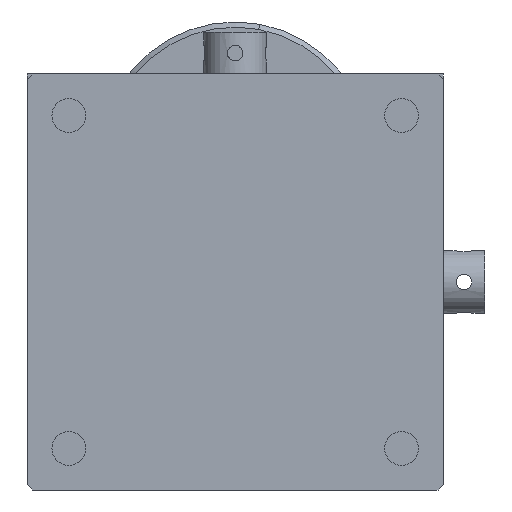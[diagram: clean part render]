
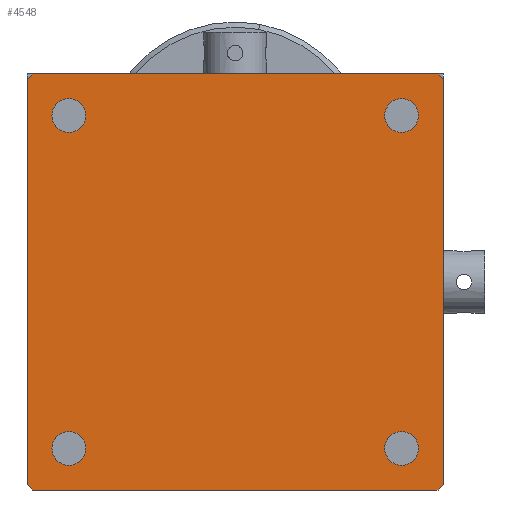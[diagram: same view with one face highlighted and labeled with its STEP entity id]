
A CAD part, front view. The second image highlights one B-rep face of the part: STEP entity #4548.
In plain terms, the highlighted face is planar.
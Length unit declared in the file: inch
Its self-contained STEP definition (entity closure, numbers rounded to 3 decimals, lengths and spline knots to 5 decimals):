
#184 = ORIENTED_EDGE ( 'NONE', *, *, #21214, .T. ) ;
#455 = EDGE_LOOP ( 'NONE', ( #14430, #7941, #21170, #16668, #12544, #19791, #15081, #19352 ) ) ;
#490 = DIRECTION ( 'NONE',  ( 1., 0., 0. ) ) ;
#930 = ORIENTED_EDGE ( 'NONE', *, *, #13403, .T. ) ;
#1033 = DIRECTION ( 'NONE',  ( 1., 0., 0. ) ) ;
#1187 = DIRECTION ( 'NONE',  ( 0., 0., 1. ) ) ;
#1349 = VECTOR ( 'NONE', #18071, 39.37008 ) ;
#1386 = CIRCLE ( 'NONE', #8929, 0.06382 ) ;
#1387 = AXIS2_PLACEMENT_3D ( 'NONE', #24178, #7055, #12790 ) ;
#1562 = VECTOR ( 'NONE', #23808, 39.37008 ) ;
#1628 = CARTESIAN_POINT ( 'NONE',  ( -0.69374, 0.62992, 0. ) ) ;
#1684 = DIRECTION ( 'NONE',  ( 1., 0., 0. ) ) ;
#1691 = DIRECTION ( 'NONE',  ( 0., 1., 0. ) ) ;
#2133 = DIRECTION ( 'NONE',  ( 1., 0., 0. ) ) ;
#2332 = VECTOR ( 'NONE', #9386, 39.37008 ) ;
#2459 = DIRECTION ( 'NONE',  ( 0., -1., 0. ) ) ;
#2570 = CARTESIAN_POINT ( 'NONE',  ( -0.7874, 0.76772, 0. ) ) ;
#2713 = ORIENTED_EDGE ( 'NONE', *, *, #16365, .T. ) ;
#2725 = CIRCLE ( 'NONE', #16627, 0.06382 ) ;
#2759 = EDGE_CURVE ( 'NONE', #24058, #20303, #15606, .T. ) ;
#2781 = CARTESIAN_POINT ( 'NONE',  ( -0.5661, 0.62992, 0. ) ) ;
#2867 = LINE ( 'NONE', #10462, #1349 ) ;
#3045 = CARTESIAN_POINT ( 'NONE',  ( -0.62992, 0.62992, 0. ) ) ;
#3191 = EDGE_CURVE ( 'NONE', #3787, #11667, #14540, .T. ) ;
#3386 = CIRCLE ( 'NONE', #1387, 0.06382 ) ;
#3658 = FACE_BOUND ( 'NONE', #21558, .T. ) ;
#3664 = CARTESIAN_POINT ( 'NONE',  ( -0.7874, -0.76772, 0. ) ) ;
#3787 = VERTEX_POINT ( 'NONE', #8121 ) ;
#3986 = DIRECTION ( 'NONE',  ( 1., 0., 0. ) ) ;
#4289 = DIRECTION ( 'NONE',  ( 0.707, 0.707, 0. ) ) ;
#4340 = VECTOR ( 'NONE', #2459, 39.37008 ) ;
#4434 = CARTESIAN_POINT ( 'NONE',  ( -0.7874, 0.76772, 0. ) ) ;
#4548 = ADVANCED_FACE ( 'NONE', ( #3658, #21127, #18996, #15382, #22759 ), #5762, .F. ) ;
#4980 = AXIS2_PLACEMENT_3D ( 'NONE', #11584, #23211, #6092 ) ;
#5038 = DIRECTION ( 'NONE',  ( 0., 0., 1. ) ) ;
#5762 = PLANE ( 'NONE',  #19627 ) ;
#5801 = VERTEX_POINT ( 'NONE', #14737 ) ;
#5963 = DIRECTION ( 'NONE',  ( 0., 0., 1. ) ) ;
#6092 = DIRECTION ( 'NONE',  ( 1., 0., 0. ) ) ;
#6108 = CARTESIAN_POINT ( 'NONE',  ( -0.76772, 0.7874, 0. ) ) ;
#6118 = CARTESIAN_POINT ( 'NONE',  ( -0.76772, 0.7874, 0. ) ) ;
#6282 = CARTESIAN_POINT ( 'NONE',  ( 0.76772, 0.7874, 0. ) ) ;
#6336 = CARTESIAN_POINT ( 'NONE',  ( 0.62992, -0.62992, 0. ) ) ;
#6688 = ORIENTED_EDGE ( 'NONE', *, *, #9597, .T. ) ;
#6780 = DIRECTION ( 'NONE',  ( 1., 0., 0. ) ) ;
#7055 = DIRECTION ( 'NONE',  ( 0., 0., 1. ) ) ;
#7477 = EDGE_CURVE ( 'NONE', #21070, #9864, #8615, .T. ) ;
#7885 = LINE ( 'NONE', #17236, #2332 ) ;
#7941 = ORIENTED_EDGE ( 'NONE', *, *, #24406, .F. ) ;
#8120 = CIRCLE ( 'NONE', #12911, 0.06382 ) ;
#8121 = CARTESIAN_POINT ( 'NONE',  ( -0.5661, -0.62992, 0. ) ) ;
#8142 = VERTEX_POINT ( 'NONE', #3664 ) ;
#8519 = LINE ( 'NONE', #23402, #24099 ) ;
#8552 = LINE ( 'NONE', #18285, #1562 ) ;
#8615 = CIRCLE ( 'NONE', #22975, 0.06382 ) ;
#8929 = AXIS2_PLACEMENT_3D ( 'NONE', #11340, #9593, #2133 ) ;
#8977 = CARTESIAN_POINT ( 'NONE',  ( -0.62992, 0.62992, 0. ) ) ;
#9014 = CARTESIAN_POINT ( 'NONE',  ( 0.7874, -0.76772, 0. ) ) ;
#9228 = CIRCLE ( 'NONE', #15604, 0.06382 ) ;
#9276 = CARTESIAN_POINT ( 'NONE',  ( 0.76772, -0.7874, 0. ) ) ;
#9386 = DIRECTION ( 'NONE',  ( -0.707, 0.707, 0. ) ) ;
#9418 = EDGE_CURVE ( 'NONE', #11807, #13038, #8519, .T. ) ;
#9578 = VERTEX_POINT ( 'NONE', #20617 ) ;
#9593 = DIRECTION ( 'NONE',  ( 0., 0., 1. ) ) ;
#9597 = EDGE_CURVE ( 'NONE', #9864, #21070, #8120, .T. ) ;
#9864 = VERTEX_POINT ( 'NONE', #2781 ) ;
#10319 = ORIENTED_EDGE ( 'NONE', *, *, #3191, .T. ) ;
#10462 = CARTESIAN_POINT ( 'NONE',  ( -0.7874, -0.76772, 0. ) ) ;
#10483 = CIRCLE ( 'NONE', #12476, 0.06382 ) ;
#10486 = DIRECTION ( 'NONE',  ( 0., 0., 1. ) ) ;
#10638 = DIRECTION ( 'NONE',  ( 1., 0., 0. ) ) ;
#10767 = EDGE_CURVE ( 'NONE', #19165, #24058, #14383, .T. ) ;
#10904 = CARTESIAN_POINT ( 'NONE',  ( 0.7874, -0.76772, 0. ) ) ;
#11340 = CARTESIAN_POINT ( 'NONE',  ( 0.62992, 0.62992, 0. ) ) ;
#11584 = CARTESIAN_POINT ( 'NONE',  ( -0.62992, -0.62992, 0. ) ) ;
#11667 = VERTEX_POINT ( 'NONE', #13148 ) ;
#11802 = LINE ( 'NONE', #4434, #4340 ) ;
#11807 = VERTEX_POINT ( 'NONE', #9276 ) ;
#12476 = AXIS2_PLACEMENT_3D ( 'NONE', #22149, #5038, #6780 ) ;
#12544 = ORIENTED_EDGE ( 'NONE', *, *, #2759, .F. ) ;
#12643 = EDGE_CURVE ( 'NONE', #23858, #16248, #3386, .T. ) ;
#12777 = LINE ( 'NONE', #10904, #18317 ) ;
#12790 = DIRECTION ( 'NONE',  ( 1., 0., 0. ) ) ;
#12911 = AXIS2_PLACEMENT_3D ( 'NONE', #3045, #1187, #10638 ) ;
#13038 = VERTEX_POINT ( 'NONE', #9014 ) ;
#13148 = CARTESIAN_POINT ( 'NONE',  ( -0.69374, -0.62992, 0. ) ) ;
#13250 = CARTESIAN_POINT ( 'NONE',  ( 0., 0., 0. ) ) ;
#13403 = EDGE_CURVE ( 'NONE', #5801, #23531, #1386, .T. ) ;
#13945 = VERTEX_POINT ( 'NONE', #23413 ) ;
#14383 = LINE ( 'NONE', #6282, #20532 ) ;
#14430 = ORIENTED_EDGE ( 'NONE', *, *, #9418, .F. ) ;
#14540 = CIRCLE ( 'NONE', #4980, 0.06382 ) ;
#14737 = CARTESIAN_POINT ( 'NONE',  ( 0.5661, 0.62992, 0. ) ) ;
#15016 = DIRECTION ( 'NONE',  ( 0., 0., 1. ) ) ;
#15081 = ORIENTED_EDGE ( 'NONE', *, *, #23375, .F. ) ;
#15331 = DIRECTION ( 'NONE',  ( 0., 0., 1. ) ) ;
#15355 = EDGE_CURVE ( 'NONE', #8142, #13945, #2867, .T. ) ;
#15382 = FACE_BOUND ( 'NONE', #16719, .T. ) ;
#15604 = AXIS2_PLACEMENT_3D ( 'NONE', #6336, #5963, #490 ) ;
#15606 = LINE ( 'NONE', #6118, #17108 ) ;
#16138 = DIRECTION ( 'NONE',  ( -1., 0., 0. ) ) ;
#16248 = VERTEX_POINT ( 'NONE', #18704 ) ;
#16365 = EDGE_CURVE ( 'NONE', #23531, #5801, #2725, .T. ) ;
#16627 = AXIS2_PLACEMENT_3D ( 'NONE', #21086, #15331, #3986 ) ;
#16668 = ORIENTED_EDGE ( 'NONE', *, *, #24242, .F. ) ;
#16719 = EDGE_LOOP ( 'NONE', ( #23214, #10319 ) ) ;
#17108 = VECTOR ( 'NONE', #17474, 39.37008 ) ;
#17236 = CARTESIAN_POINT ( 'NONE',  ( 0.7874, 0.76772, 0. ) ) ;
#17474 = DIRECTION ( 'NONE',  ( -0.707, -0.707, 0. ) ) ;
#18071 = DIRECTION ( 'NONE',  ( 0.707, -0.707, 0. ) ) ;
#18285 = CARTESIAN_POINT ( 'NONE',  ( -0.76772, -0.7874, 0. ) ) ;
#18317 = VECTOR ( 'NONE', #1691, 39.37008 ) ;
#18704 = CARTESIAN_POINT ( 'NONE',  ( 0.69374, -0.62992, 0. ) ) ;
#18943 = ORIENTED_EDGE ( 'NONE', *, *, #12643, .T. ) ;
#18996 = FACE_BOUND ( 'NONE', #20682, .T. ) ;
#19165 = VERTEX_POINT ( 'NONE', #23285 ) ;
#19193 = EDGE_CURVE ( 'NONE', #11667, #3787, #10483, .T. ) ;
#19352 = ORIENTED_EDGE ( 'NONE', *, *, #24458, .F. ) ;
#19627 = AXIS2_PLACEMENT_3D ( 'NONE', #13250, #15016, #1684 ) ;
#19746 = CARTESIAN_POINT ( 'NONE',  ( 0.69374, 0.62992, 0. ) ) ;
#19791 = ORIENTED_EDGE ( 'NONE', *, *, #10767, .F. ) ;
#20303 = VERTEX_POINT ( 'NONE', #2570 ) ;
#20532 = VECTOR ( 'NONE', #16138, 39.37008 ) ;
#20617 = CARTESIAN_POINT ( 'NONE',  ( 0.7874, 0.76772, 0. ) ) ;
#20682 = EDGE_LOOP ( 'NONE', ( #18943, #184 ) ) ;
#20933 = EDGE_LOOP ( 'NONE', ( #930, #2713 ) ) ;
#21070 = VERTEX_POINT ( 'NONE', #1628 ) ;
#21086 = CARTESIAN_POINT ( 'NONE',  ( 0.62992, 0.62992, 0. ) ) ;
#21127 = FACE_BOUND ( 'NONE', #20933, .T. ) ;
#21170 = ORIENTED_EDGE ( 'NONE', *, *, #15355, .F. ) ;
#21214 = EDGE_CURVE ( 'NONE', #16248, #23858, #9228, .T. ) ;
#21220 = CARTESIAN_POINT ( 'NONE',  ( 0.5661, -0.62992, 0. ) ) ;
#21558 = EDGE_LOOP ( 'NONE', ( #21670, #6688 ) ) ;
#21670 = ORIENTED_EDGE ( 'NONE', *, *, #7477, .T. ) ;
#22149 = CARTESIAN_POINT ( 'NONE',  ( -0.62992, -0.62992, 0. ) ) ;
#22759 = FACE_OUTER_BOUND ( 'NONE', #455, .T. ) ;
#22975 = AXIS2_PLACEMENT_3D ( 'NONE', #8977, #10486, #1033 ) ;
#23211 = DIRECTION ( 'NONE',  ( 0., 0., 1. ) ) ;
#23214 = ORIENTED_EDGE ( 'NONE', *, *, #19193, .T. ) ;
#23285 = CARTESIAN_POINT ( 'NONE',  ( 0.76772, 0.7874, 0. ) ) ;
#23375 = EDGE_CURVE ( 'NONE', #9578, #19165, #7885, .T. ) ;
#23402 = CARTESIAN_POINT ( 'NONE',  ( 0.76772, -0.7874, 0. ) ) ;
#23413 = CARTESIAN_POINT ( 'NONE',  ( -0.76772, -0.7874, 0. ) ) ;
#23531 = VERTEX_POINT ( 'NONE', #19746 ) ;
#23808 = DIRECTION ( 'NONE',  ( 1., 0., 0. ) ) ;
#23858 = VERTEX_POINT ( 'NONE', #21220 ) ;
#24058 = VERTEX_POINT ( 'NONE', #6108 ) ;
#24099 = VECTOR ( 'NONE', #4289, 39.37008 ) ;
#24178 = CARTESIAN_POINT ( 'NONE',  ( 0.62992, -0.62992, 0. ) ) ;
#24242 = EDGE_CURVE ( 'NONE', #20303, #8142, #11802, .T. ) ;
#24406 = EDGE_CURVE ( 'NONE', #13945, #11807, #8552, .T. ) ;
#24458 = EDGE_CURVE ( 'NONE', #13038, #9578, #12777, .T. ) ;
